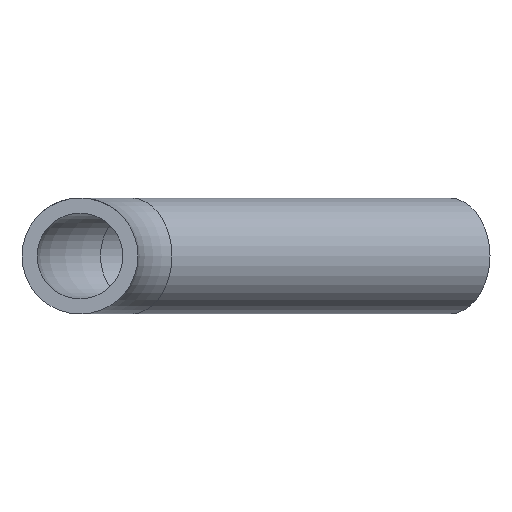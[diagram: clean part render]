
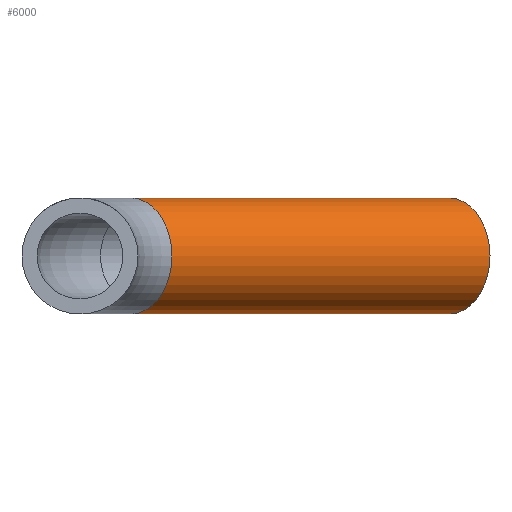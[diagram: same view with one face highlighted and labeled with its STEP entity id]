
A CAD part, front view. The second image highlights one B-rep face of the part: STEP entity #6000.
In plain terms, the highlighted cylindrical face has radius 6.35 mm (diameter 12.7 mm), a full revolution.
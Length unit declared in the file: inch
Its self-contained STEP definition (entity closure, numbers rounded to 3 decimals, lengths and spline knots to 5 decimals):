
#73=FACE_BOUND('',#1070,.T.);
#702=FACE_OUTER_BOUND('',#1069,.T.);
#1069=EDGE_LOOP('',(#5605));
#1070=EDGE_LOOP('',(#5606));
#1199=CIRCLE('',#6310,0.25);
#1200=CIRCLE('',#6311,0.25);
#2941=VERTEX_POINT('',#13432);
#2942=VERTEX_POINT('',#13434);
#3831=EDGE_CURVE('',#2941,#2941,#1199,.T.);
#3832=EDGE_CURVE('',#2942,#2942,#1200,.T.);
#5605=ORIENTED_EDGE('',*,*,#3831,.F.);
#5606=ORIENTED_EDGE('',*,*,#3832,.T.);
#5647=CYLINDRICAL_SURFACE('',#6309,0.25);
#6000=ADVANCED_FACE('',(#702,#73),#5647,.T.);
#6309=AXIS2_PLACEMENT_3D('',#13431,#7323,#7324);
#6310=AXIS2_PLACEMENT_3D('',#13433,#7325,#7326);
#6311=AXIS2_PLACEMENT_3D('',#13435,#7327,#7328);
#7323=DIRECTION('center_axis',(0.707,0.707,0.));
#7324=DIRECTION('ref_axis',(0.707,-0.707,0.));
#7325=DIRECTION('center_axis',(0.707,0.707,0.));
#7326=DIRECTION('ref_axis',(0.707,-0.707,0.));
#7327=DIRECTION('center_axis',(0.707,0.707,0.));
#7328=DIRECTION('ref_axis',(0.707,-0.707,0.));
#13431=CARTESIAN_POINT('Origin',(0.21967,0.53033,0.));
#13432=CARTESIAN_POINT('',(1.4142,2.07841,0.));
#13433=CARTESIAN_POINT('Origin',(1.59098,1.90164,0.));
#13434=CARTESIAN_POINT('',(0.21967,0.53033,0.25));
#13435=CARTESIAN_POINT('Origin',(0.21967,0.53033,0.));
